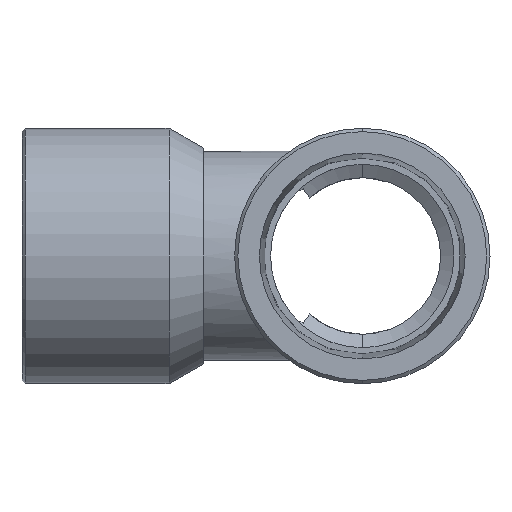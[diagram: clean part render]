
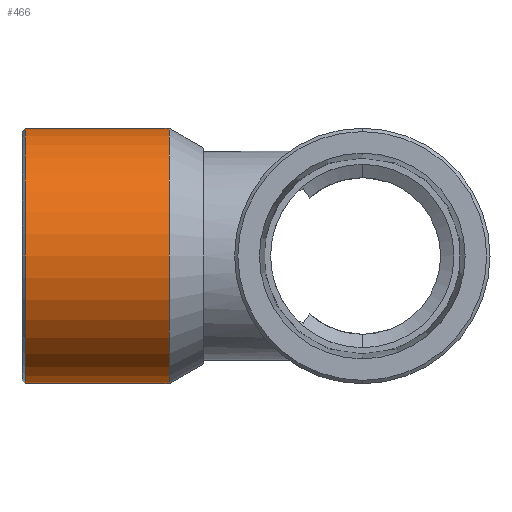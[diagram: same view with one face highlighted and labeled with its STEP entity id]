
A CAD part, left-side view. The second image highlights one B-rep face of the part: STEP entity #466.
In plain terms, the highlighted cylindrical face has radius 7.75 mm (diameter 15.5 mm), a partial arc.
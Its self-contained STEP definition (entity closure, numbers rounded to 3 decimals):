
#29 = DIRECTION ( 'NONE',  ( 0., 0., 1. ) ) ;
#97 = CARTESIAN_POINT ( 'NONE',  ( 21., 9.65, -7.75 ) ) ;
#159 = EDGE_CURVE ( 'NONE', #1192, #1324, #476, .T. ) ;
#187 = FACE_OUTER_BOUND ( 'NONE', #1217, .T. ) ;
#300 = CARTESIAN_POINT ( 'NONE',  ( 21., 11.728, 0. ) ) ;
#309 = DIRECTION ( 'NONE',  ( 0., 0., 1. ) ) ;
#321 = VECTOR ( 'NONE', #583, 1000. ) ;
#466 = ADVANCED_FACE ( 'NONE', ( #187 ), #548, .T. ) ;
#476 = CIRCLE ( 'NONE', #1285, 7.75 ) ;
#548 = CYLINDRICAL_SURFACE ( 'NONE', #1868, 7.75 ) ;
#583 = DIRECTION ( 'NONE',  ( 0., 1., 0. ) ) ;
#623 = ORIENTED_EDGE ( 'NONE', *, *, #1878, .F. ) ;
#629 = ORIENTED_EDGE ( 'NONE', *, *, #1064, .T. ) ;
#727 = CARTESIAN_POINT ( 'NONE',  ( 21., 11.728, 7.75 ) ) ;
#840 = CARTESIAN_POINT ( 'NONE',  ( 21., 20.45, 7.75 ) ) ;
#905 = LINE ( 'NONE', #97, #1355 ) ;
#1046 = AXIS2_PLACEMENT_3D ( 'NONE', #300, #1947, #309 ) ;
#1051 = CARTESIAN_POINT ( 'NONE',  ( 21., 9.65, 7.75 ) ) ;
#1064 = EDGE_CURVE ( 'NONE', #1866, #1192, #1316, .T. ) ;
#1192 = VERTEX_POINT ( 'NONE', #840 ) ;
#1204 = CARTESIAN_POINT ( 'NONE',  ( 21., 20.45, -7.75 ) ) ;
#1217 = EDGE_LOOP ( 'NONE', ( #623, #1786, #629, #1562 ) ) ;
#1285 = AXIS2_PLACEMENT_3D ( 'NONE', #1287, #1435, #2052 ) ;
#1287 = CARTESIAN_POINT ( 'NONE',  ( 21., 20.45, 0. ) ) ;
#1316 = LINE ( 'NONE', #1051, #321 ) ;
#1324 = VERTEX_POINT ( 'NONE', #1204 ) ;
#1355 = VECTOR ( 'NONE', #1560, 1000. ) ;
#1435 = DIRECTION ( 'NONE',  ( 0., -1., 0. ) ) ;
#1496 = DIRECTION ( 'NONE',  ( 0., 1., 0. ) ) ;
#1545 = EDGE_CURVE ( 'NONE', #1998, #1866, #1650, .T. ) ;
#1560 = DIRECTION ( 'NONE',  ( 0., 1., 0. ) ) ;
#1562 = ORIENTED_EDGE ( 'NONE', *, *, #159, .T. ) ;
#1650 = CIRCLE ( 'NONE', #1046, 7.75 ) ;
#1740 = CARTESIAN_POINT ( 'NONE',  ( 21., 11.728, -7.75 ) ) ;
#1786 = ORIENTED_EDGE ( 'NONE', *, *, #1545, .T. ) ;
#1836 = CARTESIAN_POINT ( 'NONE',  ( 21., 9.65, 0. ) ) ;
#1866 = VERTEX_POINT ( 'NONE', #727 ) ;
#1868 = AXIS2_PLACEMENT_3D ( 'NONE', #1836, #1496, #29 ) ;
#1878 = EDGE_CURVE ( 'NONE', #1998, #1324, #905, .T. ) ;
#1947 = DIRECTION ( 'NONE',  ( 0., 1., 0. ) ) ;
#1998 = VERTEX_POINT ( 'NONE', #1740 ) ;
#2052 = DIRECTION ( 'NONE',  ( 0., 0., 1. ) ) ;
